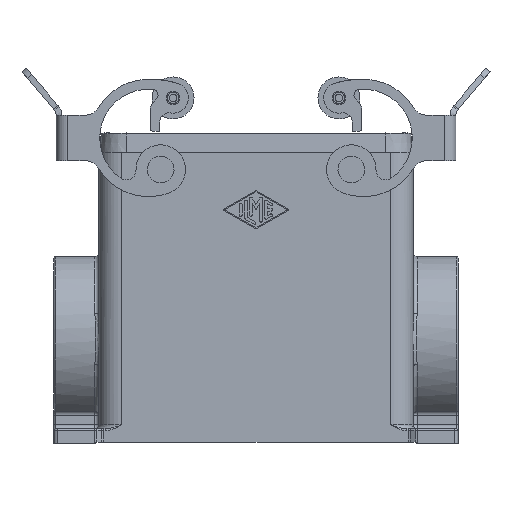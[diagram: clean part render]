
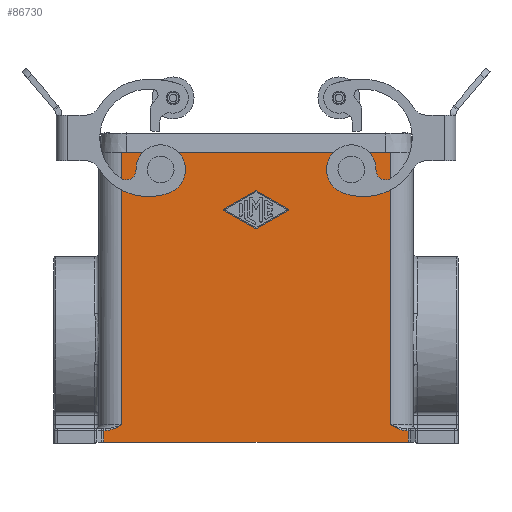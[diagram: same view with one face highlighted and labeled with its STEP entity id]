
A CAD part, left-side view. The second image highlights one B-rep face of the part: STEP entity #86730.
In plain terms, the highlighted face is planar.
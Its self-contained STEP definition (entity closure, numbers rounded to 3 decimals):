
#44280=CARTESIAN_POINT('',(35.25,-27.65,24.));
#44290=DIRECTION('',(0.,0.,-1.));
#44300=VECTOR('',#44290,71.5);
#44310=LINE('',#44280,#44300);
#44320=CARTESIAN_POINT('',(35.25,-27.65,24.));
#44330=VERTEX_POINT('',#44320);
#44340=CARTESIAN_POINT('',(35.25,-27.65,-47.5));
#44350=VERTEX_POINT('',#44340);
#44360=EDGE_CURVE('',#44330,#44350,#44310,.T.);
#79240=CARTESIAN_POINT('',(-39.58,-27.65,-49.));
#79250=VERTEX_POINT('',#79240);
#79410=CARTESIAN_POINT('',(-35.25,-27.65,-47.5));
#79420=VERTEX_POINT('',#79410);
#79450=CARTESIAN_POINT('',(-39.58,-27.65,-49.));
#79460=CARTESIAN_POINT('',(-39.388,-27.65,-49.));
#79470=CARTESIAN_POINT('',(-39.195,-27.65,-48.986));
#79480=CARTESIAN_POINT('',(-38.697,-27.65,-48.92));
#79490=CARTESIAN_POINT('',(-38.393,-27.65,-48.851));
#79500=CARTESIAN_POINT('',(-37.623,-27.65,-48.626));
#79510=CARTESIAN_POINT('',(-37.167,-27.65,-48.441));
#79520=CARTESIAN_POINT('',(-36.221,-27.65,-48.007));
#79530=CARTESIAN_POINT('',(-35.734,-27.65,-47.753));
#79540=CARTESIAN_POINT('',(-35.25,-27.65,-47.5));
#79550=B_SPLINE_CURVE_WITH_KNOTS('',3,(#79450,#79460,#79470,#79480,
#79490,#79500,#79510,#79520,#79530,#79540),.UNSPECIFIED.,.F.,.F.,(4,2,2,
2,4),(0.,0.058,0.15,0.298,
0.462),.UNSPECIFIED.);
#79560=EDGE_CURVE('',#79250,#79420,#79550,.T.);
#84970=CARTESIAN_POINT('',(35.25,-27.65,1.5));
#84980=DIRECTION('',(0.,-1.,0.));
#84990=DIRECTION('',(0.,0.,-1.));
#85000=AXIS2_PLACEMENT_3D('',#84970,#84980,#84990);
#85010=PLANE('',#85000);
#85020=CARTESIAN_POINT('',(25.,-27.65,19.5));
#85030=DIRECTION('',(0.,1.,0.));
#85040=DIRECTION('',(0.839,0.,
0.545));
#85050=AXIS2_PLACEMENT_3D('',#85020,#85030,#85040);
#85060=CIRCLE('',#85050,1.5);
#85070=CARTESIAN_POINT('',(26.258,-27.65,20.317));
#85080=VERTEX_POINT('',#85070);
#85090=CARTESIAN_POINT('',(23.742,-27.65,18.683));
#85100=VERTEX_POINT('',#85090);
#85110=EDGE_CURVE('',#85080,#85100,#85060,.T.);
#85120=ORIENTED_EDGE('',*,*,#85110,.T.);
#85130=EDGE_CURVE('',#85100,#85080,#85060,.T.);
#85140=ORIENTED_EDGE('',*,*,#85130,.T.);
#85150=EDGE_LOOP('',(#85140,#85120));
#85160=FACE_BOUND('',#85150,.T.);
#85170=CARTESIAN_POINT('',(0.,-27.65,13.622)
);
#85180=DIRECTION('',(0.,-1.,0.));
#85190=DIRECTION('',(1.,0.,0.));
#85200=AXIS2_PLACEMENT_3D('',#85170,#85180,#85190);
#85210=CIRCLE('',#85200,0.333);
#85220=CARTESIAN_POINT('',(0.165,-27.65,13.911));
#85230=VERTEX_POINT('',#85220);
#85240=CARTESIAN_POINT('',(-0.165,-27.65,13.911));
#85250=VERTEX_POINT('',#85240);
#85260=EDGE_CURVE('',#85230,#85250,#85210,.T.);
#85270=ORIENTED_EDGE('',*,*,#85260,.F.);
#85280=CARTESIAN_POINT('',(0.,-27.65,14.005));
#85290=DIRECTION('',(0.868,0.,0.496));
#85300=VECTOR('',#85290,1.);
#85310=LINE('',#85280,#85300);
#85320=CARTESIAN_POINT('',(-8.574,-27.65,9.105));
#85330=VERTEX_POINT('',#85320);
#85340=EDGE_CURVE('',#85330,#85250,#85310,.T.);
#85350=ORIENTED_EDGE('',*,*,#85340,.T.);
#85360=CARTESIAN_POINT('',(-8.491,-27.65,8.96));
#85370=DIRECTION('',(0.,-1.,0.));
#85380=DIRECTION('',(1.,0.,0.));
#85390=AXIS2_PLACEMENT_3D('',#85360,#85370,#85380);
#85400=CIRCLE('',#85390,0.167);
#85410=CARTESIAN_POINT('',(-8.574,-27.65,8.815));
#85420=VERTEX_POINT('',#85410);
#85430=EDGE_CURVE('',#85330,#85420,#85400,.T.);
#85440=ORIENTED_EDGE('',*,*,#85430,.F.);
#85450=CARTESIAN_POINT('',(0.,-27.65,3.914));
#85460=DIRECTION('',(-0.868,0.,0.496));
#85470=VECTOR('',#85460,1.);
#85480=LINE('',#85450,#85470);
#85490=CARTESIAN_POINT('',(-0.165,-27.65,4.009));
#85500=VERTEX_POINT('',#85490);
#85510=EDGE_CURVE('',#85500,#85420,#85480,.T.);
#85520=ORIENTED_EDGE('',*,*,#85510,.T.);
#85530=CARTESIAN_POINT('',(0.,-27.65,4.298)
);
#85540=DIRECTION('',(0.,-1.,0.));
#85550=DIRECTION('',(1.,0.,0.));
#85560=AXIS2_PLACEMENT_3D('',#85530,#85540,#85550);
#85570=CIRCLE('',#85560,0.333);
#85580=CARTESIAN_POINT('',(0.165,-27.65,4.009));
#85590=VERTEX_POINT('',#85580);
#85600=EDGE_CURVE('',#85500,#85590,#85570,.T.);
#85610=ORIENTED_EDGE('',*,*,#85600,.F.);
#85620=CARTESIAN_POINT('',(0.,-27.65,3.914));
#85630=DIRECTION('',(-0.868,0.,-0.496));
#85640=VECTOR('',#85630,1.);
#85650=LINE('',#85620,#85640);
#85660=CARTESIAN_POINT('',(8.574,-27.65,8.815));
#85670=VERTEX_POINT('',#85660);
#85680=EDGE_CURVE('',#85670,#85590,#85650,.T.);
#85690=ORIENTED_EDGE('',*,*,#85680,.T.);
#85700=CARTESIAN_POINT('',(8.491,-27.65,8.96));
#85710=DIRECTION('',(0.,-1.,0.));
#85720=DIRECTION('',(1.,0.,0.));
#85730=AXIS2_PLACEMENT_3D('',#85700,#85710,#85720);
#85740=CIRCLE('',#85730,0.166);
#85750=CARTESIAN_POINT('',(8.574,-27.65,9.104));
#85760=VERTEX_POINT('',#85750);
#85770=EDGE_CURVE('',#85670,#85760,#85740,.T.);
#85780=ORIENTED_EDGE('',*,*,#85770,.F.);
#85790=CARTESIAN_POINT('',(0.,-27.65,14.005));
#85800=DIRECTION('',(0.868,0.,-0.496));
#85810=VECTOR('',#85800,1.);
#85820=LINE('',#85790,#85810);
#85830=EDGE_CURVE('',#85230,#85760,#85820,.T.);
#85840=ORIENTED_EDGE('',*,*,#85830,.T.);
#85850=EDGE_LOOP('',(#85840,#85780,#85690,#85610,#85520,#85440,#85350,
#85270));
#85860=FACE_BOUND('',#85850,.T.);
#85870=CARTESIAN_POINT('',(-25.,-27.65,19.5));
#85880=DIRECTION('',(0.,1.,0.));
#85890=DIRECTION('',(-0.839,0.,
0.545));
#85900=AXIS2_PLACEMENT_3D('',#85870,#85880,#85890);
#85910=CIRCLE('',#85900,1.5);
#85920=CARTESIAN_POINT('',(-26.258,-27.65,20.317));
#85930=VERTEX_POINT('',#85920);
#85940=CARTESIAN_POINT('',(-23.742,-27.65,18.683));
#85950=VERTEX_POINT('',#85940);
#85960=EDGE_CURVE('',#85930,#85950,#85910,.T.);
#85970=ORIENTED_EDGE('',*,*,#85960,.T.);
#85980=EDGE_CURVE('',#85950,#85930,#85910,.T.);
#85990=ORIENTED_EDGE('',*,*,#85980,.T.);
#86000=EDGE_LOOP('',(#85990,#85970));
#86010=FACE_BOUND('',#86000,.T.);
#86020=ORIENTED_EDGE('',*,*,#79560,.F.);
#86030=CARTESIAN_POINT('',(-35.25,-27.65,24.));
#86040=DIRECTION('',(0.,0.,-1.));
#86050=VECTOR('',#86040,71.5);
#86060=LINE('',#86030,#86050);
#86070=CARTESIAN_POINT('',(-35.25,-27.65,24.));
#86080=VERTEX_POINT('',#86070);
#86090=EDGE_CURVE('',#86080,#79420,#86060,.T.);
#86100=ORIENTED_EDGE('',*,*,#86090,.T.);
#86110=CARTESIAN_POINT('',(0.,-27.65,24.));
#86120=DIRECTION('',(1.,0.,0.));
#86130=VECTOR('',#86120,1.);
#86140=LINE('',#86110,#86130);
#86150=EDGE_CURVE('',#86080,#44330,#86140,.T.);
#86160=ORIENTED_EDGE('',*,*,#86150,.F.);
#86170=ORIENTED_EDGE('',*,*,#44360,.F.);
#86180=CARTESIAN_POINT('',(35.25,-27.65,-47.5));
#86190=CARTESIAN_POINT('',(35.734,-27.65,-47.753));
#86200=CARTESIAN_POINT('',(36.221,-27.65,-48.007));
#86210=CARTESIAN_POINT('',(37.167,-27.65,-48.441));
#86220=CARTESIAN_POINT('',(37.623,-27.65,-48.626));
#86230=CARTESIAN_POINT('',(38.393,-27.65,-48.851));
#86240=CARTESIAN_POINT('',(38.697,-27.65,-48.92));
#86250=CARTESIAN_POINT('',(39.195,-27.65,-48.986));
#86260=CARTESIAN_POINT('',(39.388,-27.65,-49.));
#86270=CARTESIAN_POINT('',(39.58,-27.65,-49.));
#86280=B_SPLINE_CURVE_WITH_KNOTS('',3,(#86180,#86190,#86200,#86210,
#86220,#86230,#86240,#86250,#86260,#86270),.UNSPECIFIED.,.F.,.F.,(4,2,2,
2,4),(-0.001,0.163,0.311,
0.403,0.461),.UNSPECIFIED.);
#86290=CARTESIAN_POINT('',(39.58,-27.65,-49.));
#86300=VERTEX_POINT('',#86290);
#86310=EDGE_CURVE('',#44350,#86300,#86280,.T.);
#86320=ORIENTED_EDGE('',*,*,#86310,.F.);
#86330=CARTESIAN_POINT('',(39.58,-27.65,-49.));
#86340=DIRECTION('',(1.,0.,0.));
#86350=VECTOR('',#86340,0.42);
#86360=LINE('',#86330,#86350);
#86370=CARTESIAN_POINT('',(40.,-27.65,-49.));
#86380=VERTEX_POINT('',#86370);
#86390=EDGE_CURVE('',#86300,#86380,#86360,.T.);
#86400=ORIENTED_EDGE('',*,*,#86390,.F.);
#86410=CARTESIAN_POINT('',(40.,-27.65,-49.));
#86420=DIRECTION('',(0.,0.,-1.));
#86430=VECTOR('',#86420,3.);
#86440=LINE('',#86410,#86430);
#86450=CARTESIAN_POINT('',(40.,-27.65,-52.));
#86460=VERTEX_POINT('',#86450);
#86470=EDGE_CURVE('',#86380,#86460,#86440,.T.);
#86480=ORIENTED_EDGE('',*,*,#86470,.F.);
#86490=CARTESIAN_POINT('',(40.,-27.65,-52.));
#86500=DIRECTION('',(-1.,0.,0.));
#86510=VECTOR('',#86500,80.);
#86520=LINE('',#86490,#86510);
#86530=CARTESIAN_POINT('',(-40.,-27.65,-52.));
#86540=VERTEX_POINT('',#86530);
#86550=EDGE_CURVE('',#86460,#86540,#86520,.T.);
#86560=ORIENTED_EDGE('',*,*,#86550,.F.);
#86570=CARTESIAN_POINT('',(-40.,-27.65,-52.));
#86580=DIRECTION('',(0.,0.,1.));
#86590=VECTOR('',#86580,3.);
#86600=LINE('',#86570,#86590);
#86610=CARTESIAN_POINT('',(-40.,-27.65,-49.));
#86620=VERTEX_POINT('',#86610);
#86630=EDGE_CURVE('',#86540,#86620,#86600,.T.);
#86640=ORIENTED_EDGE('',*,*,#86630,.F.);
#86650=CARTESIAN_POINT('',(-40.,-27.65,-49.));
#86660=DIRECTION('',(1.,0.,0.));
#86670=VECTOR('',#86660,0.42);
#86680=LINE('',#86650,#86670);
#86690=EDGE_CURVE('',#86620,#79250,#86680,.T.);
#86700=ORIENTED_EDGE('',*,*,#86690,.F.);
#86710=EDGE_LOOP('',(#86700,#86640,#86560,#86480,#86400,#86320,#86170,
#86160,#86100,#86020));
#86720=FACE_OUTER_BOUND('',#86710,.T.);
#86730=ADVANCED_FACE('',(#85160,#85860,#86010,#86720),#85010,.T.);
